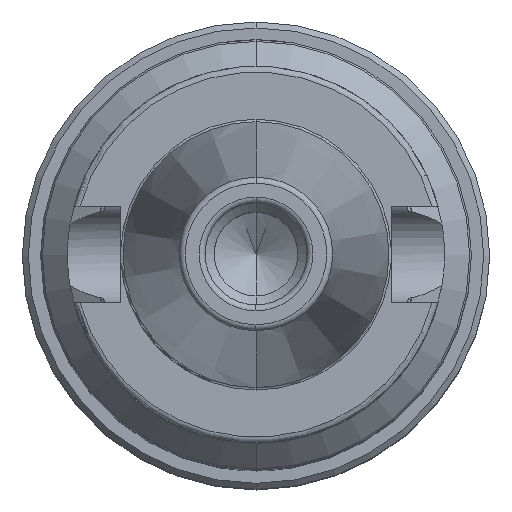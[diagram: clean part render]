
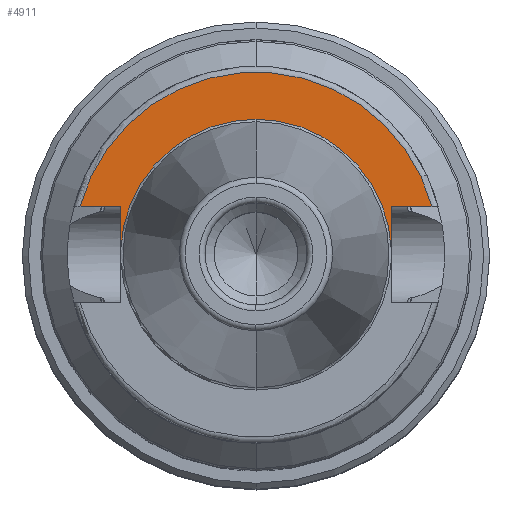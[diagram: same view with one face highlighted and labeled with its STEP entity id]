
A CAD part, top view. The second image highlights one B-rep face of the part: STEP entity #4911.
In plain terms, the highlighted planar face has unit normal (0, 0, 1).
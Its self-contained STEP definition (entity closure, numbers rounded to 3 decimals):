
#284=CARTESIAN_POINT('',(0,0,25));
#285=DIRECTION('',(0,0,-1));
#286=DIRECTION('',(0,1,0));
#287=AXIS2_PLACEMENT_3D('',#284,#285,#286);
#1995=DIRECTION('',(0,1,0));
#1996=VECTOR('',#1995,6.987);
#1997=CARTESIAN_POINT('',(-22.6,1.063,25));
#1998=LINE('',#1997,#1996);
#1999=DIRECTION('',(1,0,0));
#2000=VECTOR('',#1999,6.818);
#2001=CARTESIAN_POINT('',(-29.418,8.05,25));
#2002=LINE('',#2001,#2000);
#2003=DIRECTION('',(-1,0,0));
#2004=VECTOR('',#2003,6.818);
#2005=CARTESIAN_POINT('',(29.418,8.05,25));
#2006=LINE('',#2005,#2004);
#2007=DIRECTION('',(0,-1,0));
#2008=VECTOR('',#2007,6.987);
#2009=CARTESIAN_POINT('',(22.6,8.05,25));
#2010=LINE('',#2009,#2008);
#2017=CARTESIAN_POINT('',(0,0,25));
#2018=DIRECTION('',(0,0,1));
#2019=DIRECTION('',(0,1,0));
#2020=AXIS2_PLACEMENT_3D('',#2017,#2018,#2019);
#2071=CARTESIAN_POINT('',(0,0,25));
#2072=DIRECTION('',(0,0,1));
#2073=DIRECTION('',(0.965,0.264,0));
#2074=AXIS2_PLACEMENT_3D('',#2071,#2072,#2073);
#2265=CARTESIAN_POINT('',(-22.6,1.063,25));
#2266=CARTESIAN_POINT('',(-22.6,8.05,25));
#2267=VERTEX_POINT('',#2265);
#2268=VERTEX_POINT('',#2266);
#2269=CARTESIAN_POINT('',(-29.418,8.05,25));
#2270=VERTEX_POINT('',#2269);
#2271=CARTESIAN_POINT('',(22.6,8.05,25));
#2272=CARTESIAN_POINT('',(22.6,1.063,25));
#2273=VERTEX_POINT('',#2271);
#2274=VERTEX_POINT('',#2272);
#2281=CARTESIAN_POINT('',(29.418,8.05,25));
#2282=VERTEX_POINT('',#2281);
#2333=CARTESIAN_POINT('',(0,22.625,25));
#2335=VERTEX_POINT('',#2333);
#4894=CARTESIAN_POINT('',(0,0,25));
#4895=DIRECTION('',(0,0,-1));
#4896=DIRECTION('',(0,-1,0));
#4897=AXIS2_PLACEMENT_3D('',#4894,#4895,#4896);
#4898=PLANE('',#4897);
#4899=ORIENTED_EDGE('',*,*,#4793,.T.);
#4900=ORIENTED_EDGE('',*,*,#4821,.F.);
#4902=ORIENTED_EDGE('',*,*,#4901,.F.);
#4904=ORIENTED_EDGE('',*,*,#4903,.T.);
#4905=ORIENTED_EDGE('',*,*,#3038,.T.);
#4906=ORIENTED_EDGE('',*,*,#3021,.F.);
#4908=ORIENTED_EDGE('',*,*,#4907,.T.);
#4909=EDGE_LOOP('',(#4899,#4900,#4902,#4904,#4905,#4906,#4908));
#4910=FACE_OUTER_BOUND('',#4909,.F.);
#4911=ADVANCED_FACE('',(#4910),#4898,.F.);
#288=CIRCLE('',#287,22.625);
#2021=CIRCLE('',#2020,22.625);
#2075=CIRCLE('',#2074,30.5);
#3021=EDGE_CURVE('',#2335,#2274,#288,.T.);
#3038=EDGE_CURVE('',#2273,#2274,#2010,.T.);
#4793=EDGE_CURVE('',#2267,#2268,#1998,.T.);
#4821=EDGE_CURVE('',#2270,#2268,#2002,.T.);
#4901=EDGE_CURVE('',#2282,#2270,#2075,.T.);
#4903=EDGE_CURVE('',#2282,#2273,#2006,.T.);
#4907=EDGE_CURVE('',#2335,#2267,#2021,.T.);
